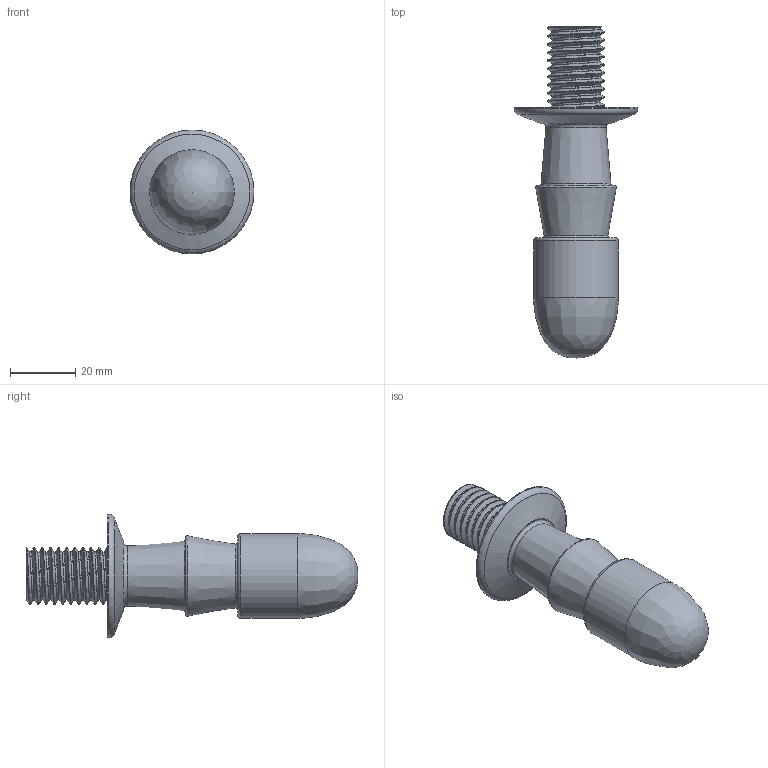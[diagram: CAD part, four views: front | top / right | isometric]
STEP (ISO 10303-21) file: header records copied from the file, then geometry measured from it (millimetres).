
FILE_DESCRIPTION(/* description */ (''),/* implementation_level */ '2;1');
FILE_NAME(/* name */ 'VLAdaptor.step',/* time_stamp */ '2024-06-07T13:15:02-04:00',/* author */ (''),/* organization */ (''),/* preprocessor_version */ 'ST-DEVELOPER v20',/* originating_system */ 'Autodesk Translation Framework v13.14.0.145',/* authorisation */ '');
FILE_SCHEMA (('AUTOMOTIVE_DESIGN { 1 0 10303 214 3 1 1 }'));
Length unit declared in the file: millimetre
Products named in the file (1): VLAdaptor
Bounding box: 38.1 x 102 x 38.1 mm (x, y, z)
Volume: 38214.2 mm3; surface area: 9784 mm2
Topology: 1 solids, 1 shells, 56 faces, 150 edges, 98 vertices
Faces by surface type: cylinder 24, bspline 14, torus 10, plane 5, cone 3
Full cylindrical faces by diameter (mm): 14.938 x9, 17.691 x9, 26 x1, 38.1 x1
Entity records: 7623 total; most frequent: CARTESIAN_POINT 6358, ORIENTED_EDGE 296, DIRECTION 197, EDGE_CURVE 148, VERTEX_POINT 98, AXIS2_PLACEMENT_3D 86, B_SPLINE_CURVE_WITH_KNOTS 79, EDGE_LOOP 60
